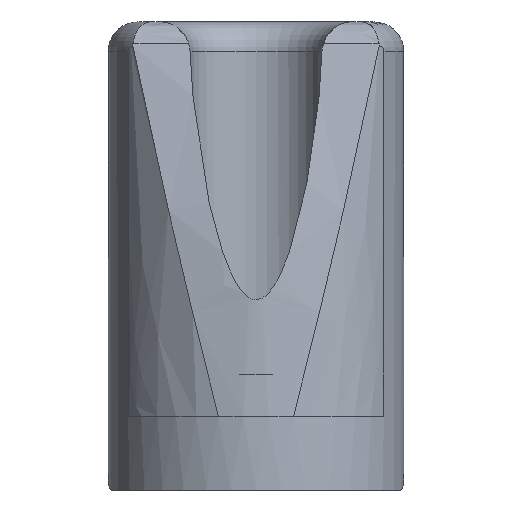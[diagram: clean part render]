
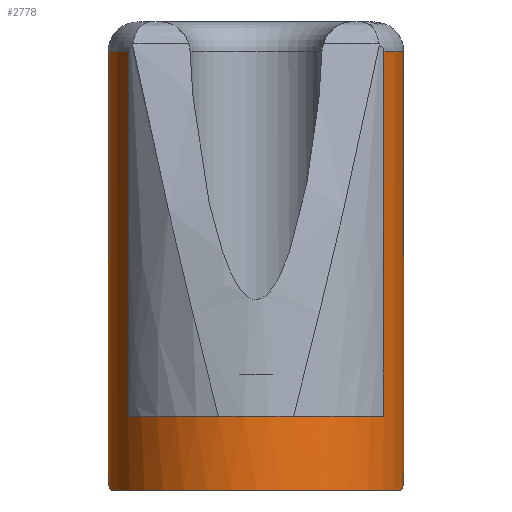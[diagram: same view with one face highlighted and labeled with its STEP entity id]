
A CAD part, left-side view. The second image highlights one B-rep face of the part: STEP entity #2778.
In plain terms, the highlighted cylindrical face has radius 12.7 mm (diameter 25.4 mm), a partial arc.
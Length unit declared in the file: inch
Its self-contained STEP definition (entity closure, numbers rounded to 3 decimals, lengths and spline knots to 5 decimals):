
#314=FACE_OUTER_BOUND('',#485,.T.);
#485=EDGE_LOOP('',(#2404,#2405,#2406,#2407,#2408,#2409,#2410,#2411,#2412,
#2413,#2414,#2415,#2416,#2417,#2418,#2419));
#603=CIRCLE('',#3059,0.5);
#616=CIRCLE('',#3079,0.5);
#618=CIRCLE('',#3082,0.5);
#619=CIRCLE('',#3085,0.5);
#620=CIRCLE('',#3086,0.5);
#621=CIRCLE('',#3087,0.5);
#712=B_SPLINE_CURVE_WITH_KNOTS('',3,(#6272,#6273,#6274,#6275,#6276,#6277,
#6278,#6279,#6280,#6281),.UNSPECIFIED.,.F.,.F.,(4,2,2,2,4),(1.16774,
1.26424,1.36074,1.45644,1.55214),
 .UNSPECIFIED.);
#713=B_SPLINE_CURVE_WITH_KNOTS('',3,(#6285,#6286,#6287,#6288,#6289,#6290,
#6291,#6292,#6293,#6294),.UNSPECIFIED.,.F.,.F.,(4,2,2,2,4),(1.55214,
1.64785,1.74355,1.84005,1.93655),
 .UNSPECIFIED.);
#863=LINE('',#6259,#1018);
#864=LINE('',#6261,#1019);
#865=LINE('',#6266,#1020);
#866=LINE('',#6267,#1021);
#867=LINE('',#6268,#1022);
#868=LINE('',#6270,#1023);
#869=LINE('',#6295,#1024);
#870=LINE('',#6296,#1025);
#1018=VECTOR('',#3793,0.3937);
#1019=VECTOR('',#3794,0.3937);
#1020=VECTOR('',#3799,0.3937);
#1021=VECTOR('',#3800,0.3937);
#1022=VECTOR('',#3801,0.3937);
#1023=VECTOR('',#3802,0.3937);
#1024=VECTOR('',#3805,0.3937);
#1025=VECTOR('',#3806,0.3937);
#1194=VERTEX_POINT('',#5148);
#1195=VERTEX_POINT('',#5149);
#1234=VERTEX_POINT('',#5695);
#1235=VERTEX_POINT('',#5708);
#1272=VERTEX_POINT('',#6225);
#1273=VERTEX_POINT('',#6230);
#1274=VERTEX_POINT('',#6237);
#1275=VERTEX_POINT('',#6239);
#1276=VERTEX_POINT('',#6258);
#1277=VERTEX_POINT('',#6260);
#1278=VERTEX_POINT('',#6263);
#1279=VERTEX_POINT('',#6265);
#1280=VERTEX_POINT('',#6269);
#1281=VERTEX_POINT('',#6271);
#1282=VERTEX_POINT('',#6282);
#1283=VERTEX_POINT('',#6284);
#1610=EDGE_CURVE('',#1234,#1235,#603,.T.);
#1668=EDGE_CURVE('',#1272,#1273,#616,.T.);
#1671=EDGE_CURVE('',#1274,#1275,#618,.T.);
#1674=EDGE_CURVE('',#1276,#1234,#863,.T.);
#1675=EDGE_CURVE('',#1277,#1276,#864,.T.);
#1676=EDGE_CURVE('',#1273,#1277,#619,.T.);
#1677=EDGE_CURVE('',#1278,#1272,#620,.T.);
#1678=EDGE_CURVE('',#1278,#1279,#865,.T.);
#1679=EDGE_CURVE('',#1279,#1275,#866,.T.);
#1680=EDGE_CURVE('',#1195,#1274,#867,.T.);
#1681=EDGE_CURVE('',#1195,#1280,#868,.T.);
#1682=EDGE_CURVE('',#1281,#1280,#712,.T.);
#1683=EDGE_CURVE('',#1282,#1281,#621,.T.);
#1684=EDGE_CURVE('',#1283,#1282,#713,.T.);
#1685=EDGE_CURVE('',#1194,#1283,#869,.T.);
#1686=EDGE_CURVE('',#1194,#1235,#870,.T.);
#2404=ORIENTED_EDGE('',*,*,#1610,.F.);
#2405=ORIENTED_EDGE('',*,*,#1674,.F.);
#2406=ORIENTED_EDGE('',*,*,#1675,.F.);
#2407=ORIENTED_EDGE('',*,*,#1676,.F.);
#2408=ORIENTED_EDGE('',*,*,#1668,.F.);
#2409=ORIENTED_EDGE('',*,*,#1677,.F.);
#2410=ORIENTED_EDGE('',*,*,#1678,.T.);
#2411=ORIENTED_EDGE('',*,*,#1679,.T.);
#2412=ORIENTED_EDGE('',*,*,#1671,.F.);
#2413=ORIENTED_EDGE('',*,*,#1680,.F.);
#2414=ORIENTED_EDGE('',*,*,#1681,.T.);
#2415=ORIENTED_EDGE('',*,*,#1682,.F.);
#2416=ORIENTED_EDGE('',*,*,#1683,.F.);
#2417=ORIENTED_EDGE('',*,*,#1684,.F.);
#2418=ORIENTED_EDGE('',*,*,#1685,.F.);
#2419=ORIENTED_EDGE('',*,*,#1686,.T.);
#2627=CYLINDRICAL_SURFACE('',#3084,0.5);
#2778=ADVANCED_FACE('',(#314),#2627,.T.);
#3059=AXIS2_PLACEMENT_3D('',#5709,#3730,#3731);
#3079=AXIS2_PLACEMENT_3D('',#6231,#3780,#3781);
#3082=AXIS2_PLACEMENT_3D('',#6240,#3786,#3787);
#3084=AXIS2_PLACEMENT_3D('',#6257,#3791,#3792);
#3085=AXIS2_PLACEMENT_3D('',#6262,#3795,#3796);
#3086=AXIS2_PLACEMENT_3D('',#6264,#3797,#3798);
#3087=AXIS2_PLACEMENT_3D('',#6283,#3803,#3804);
#3730=DIRECTION('center_axis',(0.,0.,1.));
#3731=DIRECTION('ref_axis',(-0.176,-0.984,0.));
#3780=DIRECTION('center_axis',(0.,0.,1.));
#3781=DIRECTION('ref_axis',(0.,1.,0.));
#3786=DIRECTION('center_axis',(0.,0.,1.));
#3787=DIRECTION('ref_axis',(-0.259,0.966,0.));
#3791=DIRECTION('center_axis',(0.,0.,1.));
#3792=DIRECTION('ref_axis',(0.,1.,0.));
#3793=DIRECTION('',(0.,0.,1.));
#3794=DIRECTION('',(0.,0.,1.));
#3795=DIRECTION('center_axis',(0.,0.,1.));
#3796=DIRECTION('ref_axis',(0.,1.,0.));
#3797=DIRECTION('center_axis',(0.,0.,1.));
#3798=DIRECTION('ref_axis',(0.,1.,0.));
#3799=DIRECTION('',(0.,0.,1.));
#3800=DIRECTION('',(0.,0.,1.));
#3801=DIRECTION('',(0.,0.,1.));
#3802=DIRECTION('',(0.,0.,-1.));
#3803=DIRECTION('center_axis',(0.,0.,-1.));
#3804=DIRECTION('ref_axis',(0.,1.,0.));
#3805=DIRECTION('',(0.,0.,-1.));
#3806=DIRECTION('',(0.,0.,1.));
#5148=CARTESIAN_POINT('',(-2.,-0.5,0.));
#5149=CARTESIAN_POINT('',(-2.,0.5,0.));
#5695=CARTESIAN_POINT('',(-2.25,-0.43301,0.15));
#5708=CARTESIAN_POINT('',(-2.,-0.5,0.15));
#5709=CARTESIAN_POINT('Origin',(-2.,0.,0.15));
#6225=CARTESIAN_POINT('',(-2.48361,0.12695,-1.08333));
#6230=CARTESIAN_POINT('',(-2.48361,-0.12695,-1.08333));
#6231=CARTESIAN_POINT('Origin',(-2.,0.,-1.08333));
#6237=CARTESIAN_POINT('',(-2.,0.5,0.15));
#6239=CARTESIAN_POINT('',(-2.25,0.43301,0.15));
#6240=CARTESIAN_POINT('Origin',(-2.,0.,0.15));
#6257=CARTESIAN_POINT('Origin',(-2.,0.,0.));
#6258=CARTESIAN_POINT('',(-2.25,-0.43301,-0.40164));
#6259=CARTESIAN_POINT('',(-2.25,-0.43301,0.));
#6260=CARTESIAN_POINT('',(-2.25,-0.43301,-1.08333));
#6261=CARTESIAN_POINT('',(-2.25,-0.43301,0.));
#6262=CARTESIAN_POINT('Origin',(-2.,0.,-1.08333));
#6263=CARTESIAN_POINT('',(-2.25,0.43301,-1.08333));
#6264=CARTESIAN_POINT('Origin',(-2.,0.,-1.08333));
#6265=CARTESIAN_POINT('',(-2.25,0.43301,-0.40164));
#6266=CARTESIAN_POINT('',(-2.25,0.43301,0.));
#6267=CARTESIAN_POINT('',(-2.25,0.43301,0.));
#6268=CARTESIAN_POINT('',(-2.,0.5,0.));
#6269=CARTESIAN_POINT('',(-2.,0.5,-1.23333));
#6270=CARTESIAN_POINT('',(-2.,0.5,0.));
#6271=CARTESIAN_POINT('',(-2.1,0.4899,-1.33333));
#6272=CARTESIAN_POINT('Ctrl Pts',(-2.1,0.4899,-1.33333));
#6273=CARTESIAN_POINT('Ctrl Pts',(-2.08759,0.49243,-1.33333));
#6274=CARTESIAN_POINT('Ctrl Pts',(-2.07424,0.49461,-1.33088));
#6275=CARTESIAN_POINT('Ctrl Pts',(-2.04956,0.49769,-1.32071));
#6276=CARTESIAN_POINT('Ctrl Pts',(-2.03824,0.49862,-1.31299));
#6277=CARTESIAN_POINT('Ctrl Pts',(-2.02042,0.49966,-1.29517));
#6278=CARTESIAN_POINT('Ctrl Pts',(-2.01272,0.49986,-1.28393));
#6279=CARTESIAN_POINT('Ctrl Pts',(-2.00251,0.50002,-1.25929));
#6280=CARTESIAN_POINT('Ctrl Pts',(-2.,0.5,-1.24589));
#6281=CARTESIAN_POINT('Ctrl Pts',(-2.,0.5,-1.23333));
#6282=CARTESIAN_POINT('',(-2.1,-0.4899,-1.33333));
#6283=CARTESIAN_POINT('Origin',(-2.,0.,-1.33333));
#6284=CARTESIAN_POINT('',(-2.,-0.5,-1.23333));
#6285=CARTESIAN_POINT('Ctrl Pts',(-2.,-0.5,-1.23333));
#6286=CARTESIAN_POINT('Ctrl Pts',(-2.,-0.5,-1.24589));
#6287=CARTESIAN_POINT('Ctrl Pts',(-2.00251,-0.50002,
-1.25929));
#6288=CARTESIAN_POINT('Ctrl Pts',(-2.01272,-0.49986,
-1.28393));
#6289=CARTESIAN_POINT('Ctrl Pts',(-2.02042,-0.49966,
-1.29517));
#6290=CARTESIAN_POINT('Ctrl Pts',(-2.03824,-0.49862,
-1.31299));
#6291=CARTESIAN_POINT('Ctrl Pts',(-2.04956,-0.49769,
-1.32071));
#6292=CARTESIAN_POINT('Ctrl Pts',(-2.07424,-0.49461,
-1.33088));
#6293=CARTESIAN_POINT('Ctrl Pts',(-2.08759,-0.49243,
-1.33333));
#6294=CARTESIAN_POINT('Ctrl Pts',(-2.1,-0.4899,-1.33333));
#6295=CARTESIAN_POINT('',(-2.,-0.5,0.));
#6296=CARTESIAN_POINT('',(-2.,-0.5,0.));
